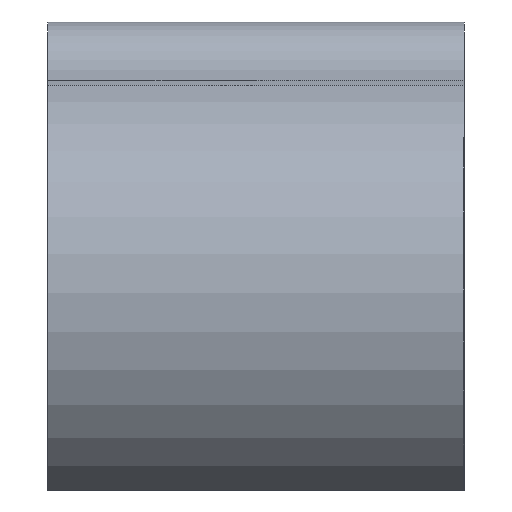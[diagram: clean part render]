
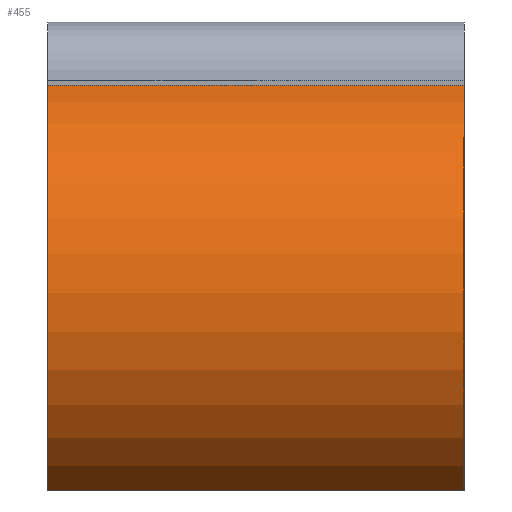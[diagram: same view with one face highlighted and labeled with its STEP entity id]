
A CAD part, left-side view. The second image highlights one B-rep face of the part: STEP entity #455.
In plain terms, the highlighted cylindrical face has radius 10.911 mm (diameter 21.822 mm), a partial arc.
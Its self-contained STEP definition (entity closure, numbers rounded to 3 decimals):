
#49=AXIS2_PLACEMENT_3D('Circle Axis2P3D',#47,#48,$) ;
#393=AXIS2_PLACEMENT_3D('Circle Axis2P3D',#391,#392,$) ;
#442=AXIS2_PLACEMENT_3D('Cylinder Axis2P3D',#439,#440,#441) ;
#42=CARTESIAN_POINT('Vertex',(7.2,0.,19.461)) ;
#47=CARTESIAN_POINT('Axis2P3D Location',(10.911,0.,9.2)) ;
#51=CARTESIAN_POINT('Vertex',(5.045,0.,0.)) ;
#360=CARTESIAN_POINT('Vertex',(7.2,20.,19.461)) ;
#388=CARTESIAN_POINT('Vertex',(5.045,20.,0.)) ;
#391=CARTESIAN_POINT('Axis2P3D Location',(10.911,20.,9.2)) ;
#422=CARTESIAN_POINT('Line Origine',(7.2,10.,19.461)) ;
#439=CARTESIAN_POINT('Axis2P3D Location',(10.911,10.61,9.2)) ;
#444=CARTESIAN_POINT('Line Origine',(5.045,10.61,0.)) ;
#48=DIRECTION('Axis2P3D Direction',(0.,1.,0.)) ;
#392=DIRECTION('Axis2P3D Direction',(0.,1.,0.)) ;
#423=DIRECTION('Vector Direction',(0.,1.,0.)) ;
#440=DIRECTION('Axis2P3D Direction',(0.,1.,0.)) ;
#441=DIRECTION('Axis2P3D XDirection',(-0.538,0.,-0.843)) ;
#445=DIRECTION('Vector Direction',(0.,1.,0.)) ;
#424=VECTOR('Line Direction',#423,1.) ;
#446=VECTOR('Line Direction',#445,1.) ;
#450=ORIENTED_EDGE('',*,*,#448,.F.) ;
#451=ORIENTED_EDGE('',*,*,#53,.T.) ;
#452=ORIENTED_EDGE('',*,*,#426,.T.) ;
#453=ORIENTED_EDGE('',*,*,#395,.F.) ;
#455=ADVANCED_FACE('S3D-Kopie',(#454),#443,.T.) ;
#50=CIRCLE('generated circle',#49,10.911) ;
#394=CIRCLE('generated circle',#393,10.911) ;
#443=CYLINDRICAL_SURFACE('generated cylinder',#442,10.911) ;
#53=EDGE_CURVE('',#52,#43,#50,.T.) ;
#395=EDGE_CURVE('',#389,#361,#394,.T.) ;
#426=EDGE_CURVE('',#43,#361,#425,.T.) ;
#448=EDGE_CURVE('',#52,#389,#447,.T.) ;
#449=EDGE_LOOP('',(#450,#451,#452,#453)) ;
#454=FACE_OUTER_BOUND('',#449,.T.) ;
#425=LINE('Line',#422,#424) ;
#447=LINE('Line',#444,#446) ;
#43=VERTEX_POINT('',#42) ;
#52=VERTEX_POINT('',#51) ;
#361=VERTEX_POINT('',#360) ;
#389=VERTEX_POINT('',#388) ;
